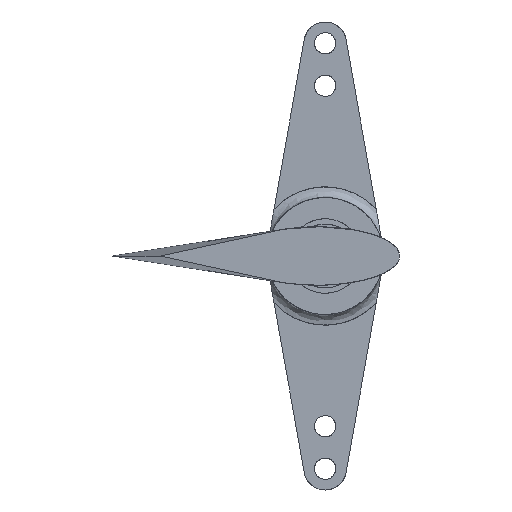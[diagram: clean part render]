
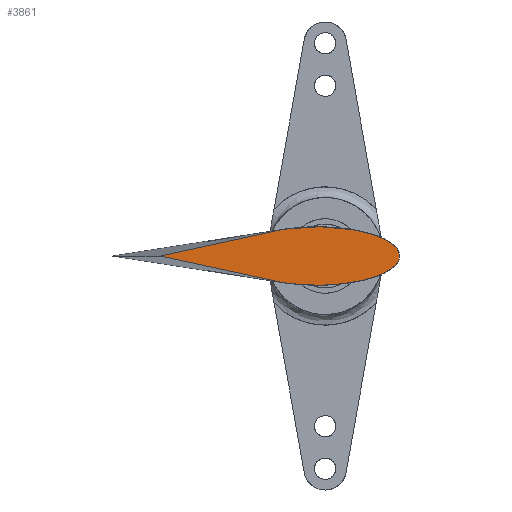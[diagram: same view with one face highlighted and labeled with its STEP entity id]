
A CAD part, front view. The second image highlights one B-rep face of the part: STEP entity #3861.
In plain terms, the highlighted free-form (B-spline) face has degree [1, 1] with [2, 2] control points.
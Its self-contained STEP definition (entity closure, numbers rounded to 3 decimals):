
#3861 = ADVANCED_FACE('',(#3862),#4008,.T.);
#3862 = FACE_BOUND('',#3863,.T.);
#3863 = EDGE_LOOP('',(#3864,#3874,#3882,#3890,#3898,#3906,#3914,#3922,
    #3930,#3938,#3946,#3954,#3962,#3970,#3978,#3986,#3994,#4002));
#3864 = ORIENTED_EDGE('',*,*,#3865,.T.);
#3865 = EDGE_CURVE('',#3866,#3868,#3870,.T.);
#3866 = VERTEX_POINT('',#3867);
#3867 = CARTESIAN_POINT('',(-4.306,-63.762,
    2.791));
#3868 = VERTEX_POINT('',#3869);
#3869 = CARTESIAN_POINT('',(-17.188,-63.762,0.));
#3870 = B_SPLINE_CURVE_WITH_KNOTS('',2,(#3871,#3872,#3873),
  .UNSPECIFIED.,.F.,.F.,(3,3),(0.,1.),.PIECEWISE_BEZIER_KNOTS.);
#3871 = CARTESIAN_POINT('',(-4.306,-63.762,
    2.791));
#3872 = CARTESIAN_POINT('',(-9.303,-63.762,
    2.011));
#3873 = CARTESIAN_POINT('',(-17.188,-63.762,0.));
#3874 = ORIENTED_EDGE('',*,*,#3875,.T.);
#3875 = EDGE_CURVE('',#3868,#3876,#3878,.T.);
#3876 = VERTEX_POINT('',#3877);
#3877 = CARTESIAN_POINT('',(-4.306,-63.762,
    -2.791));
#3878 = B_SPLINE_CURVE_WITH_KNOTS('',2,(#3879,#3880,#3881),
  .UNSPECIFIED.,.F.,.F.,(3,3),(0.,1.),.PIECEWISE_BEZIER_KNOTS.);
#3879 = CARTESIAN_POINT('',(-17.188,-63.762,0.));
#3880 = CARTESIAN_POINT('',(-9.303,-63.762,
    -2.011));
#3881 = CARTESIAN_POINT('',(-4.306,-63.762,
    -2.791));
#3882 = ORIENTED_EDGE('',*,*,#3883,.T.);
#3883 = EDGE_CURVE('',#3876,#3884,#3886,.T.);
#3884 = VERTEX_POINT('',#3885);
#3885 = CARTESIAN_POINT('',(-2.266,-63.762,
    -3.007));
#3886 = B_SPLINE_CURVE_WITH_KNOTS('',2,(#3887,#3888,#3889),
  .UNSPECIFIED.,.F.,.F.,(3,3),(0.,0.125),.PIECEWISE_BEZIER_KNOTS.);
#3887 = CARTESIAN_POINT('',(-4.306,-63.762,
    -2.791));
#3888 = CARTESIAN_POINT('',(-3.324,-63.762,
    -2.944));
#3889 = CARTESIAN_POINT('',(-2.266,-63.762,
    -3.007));
#3890 = ORIENTED_EDGE('',*,*,#3891,.T.);
#3891 = EDGE_CURVE('',#3884,#3892,#3894,.T.);
#3892 = VERTEX_POINT('',#3893);
#3893 = CARTESIAN_POINT('',(-0.138,-63.762,
    -3.039));
#3894 = B_SPLINE_CURVE_WITH_KNOTS('',2,(#3895,#3896,#3897),
  .UNSPECIFIED.,.F.,.F.,(3,3),(0.125,0.25),.PIECEWISE_BEZIER_KNOTS.);
#3895 = CARTESIAN_POINT('',(-2.266,-63.762,
    -3.007));
#3896 = CARTESIAN_POINT('',(-1.208,-63.762,
    -3.07));
#3897 = CARTESIAN_POINT('',(-0.138,-63.762,
    -3.039));
#3898 = ORIENTED_EDGE('',*,*,#3899,.T.);
#3899 = EDGE_CURVE('',#3892,#3900,#3902,.T.);
#3900 = VERTEX_POINT('',#3901);
#3901 = CARTESIAN_POINT('',(1.946,-63.762,
    -2.885));
#3902 = B_SPLINE_CURVE_WITH_KNOTS('',2,(#3903,#3904,#3905),
  .UNSPECIFIED.,.F.,.F.,(3,3),(0.25,0.375),.PIECEWISE_BEZIER_KNOTS.);
#3903 = CARTESIAN_POINT('',(-0.138,-63.762,
    -3.039));
#3904 = CARTESIAN_POINT('',(0.931,-63.762,
    -3.008));
#3905 = CARTESIAN_POINT('',(1.946,-63.762,
    -2.885));
#3906 = ORIENTED_EDGE('',*,*,#3907,.T.);
#3907 = EDGE_CURVE('',#3900,#3908,#3910,.T.);
#3908 = VERTEX_POINT('',#3909);
#3909 = CARTESIAN_POINT('',(3.86,-63.762,
    -2.554));
#3910 = B_SPLINE_CURVE_WITH_KNOTS('',2,(#3911,#3912,#3913),
  .UNSPECIFIED.,.F.,.F.,(3,3),(0.375,0.5),.PIECEWISE_BEZIER_KNOTS.);
#3911 = CARTESIAN_POINT('',(1.946,-63.762,
    -2.885));
#3912 = CARTESIAN_POINT('',(2.961,-63.762,
    -2.762));
#3913 = CARTESIAN_POINT('',(3.86,-63.762,
    -2.554));
#3914 = ORIENTED_EDGE('',*,*,#3915,.T.);
#3915 = EDGE_CURVE('',#3908,#3916,#3918,.T.);
#3916 = VERTEX_POINT('',#3917);
#3917 = CARTESIAN_POINT('',(5.486,-63.762,
    -2.067));
#3918 = B_SPLINE_CURVE_WITH_KNOTS('',2,(#3919,#3920,#3921),
  .UNSPECIFIED.,.F.,.F.,(3,3),(0.5,0.625),.PIECEWISE_BEZIER_KNOTS.);
#3919 = CARTESIAN_POINT('',(3.86,-63.762,
    -2.554));
#3920 = CARTESIAN_POINT('',(4.758,-63.762,
    -2.347));
#3921 = CARTESIAN_POINT('',(5.486,-63.762,
    -2.067));
#3922 = ORIENTED_EDGE('',*,*,#3923,.T.);
#3923 = EDGE_CURVE('',#3916,#3924,#3926,.T.);
#3924 = VERTEX_POINT('',#3925);
#3925 = CARTESIAN_POINT('',(6.724,-63.762,
    -1.452));
#3926 = B_SPLINE_CURVE_WITH_KNOTS('',2,(#3927,#3928,#3929),
  .UNSPECIFIED.,.F.,.F.,(3,3),(0.625,0.75),.PIECEWISE_BEZIER_KNOTS.);
#3927 = CARTESIAN_POINT('',(5.486,-63.762,
    -2.067));
#3928 = CARTESIAN_POINT('',(6.213,-63.762,
    -1.787));
#3929 = CARTESIAN_POINT('',(6.724,-63.762,
    -1.452));
#3930 = ORIENTED_EDGE('',*,*,#3931,.T.);
#3931 = EDGE_CURVE('',#3924,#3932,#3934,.T.);
#3932 = VERTEX_POINT('',#3933);
#3933 = CARTESIAN_POINT('',(7.499,-63.762,
    -0.749));
#3934 = B_SPLINE_CURVE_WITH_KNOTS('',2,(#3935,#3936,#3937),
  .UNSPECIFIED.,.F.,.F.,(3,3),(0.75,0.875),.PIECEWISE_BEZIER_KNOTS.);
#3935 = CARTESIAN_POINT('',(6.724,-63.762,
    -1.452));
#3936 = CARTESIAN_POINT('',(7.235,-63.762,
    -1.118));
#3937 = CARTESIAN_POINT('',(7.499,-63.762,
    -0.749));
#3938 = ORIENTED_EDGE('',*,*,#3939,.T.);
#3939 = EDGE_CURVE('',#3932,#3940,#3942,.T.);
#3940 = VERTEX_POINT('',#3941);
#3941 = CARTESIAN_POINT('',(7.762,-63.762,
    0.));
#3942 = B_SPLINE_CURVE_WITH_KNOTS('',2,(#3943,#3944,#3945),
  .UNSPECIFIED.,.F.,.F.,(3,3),(0.875,1.),.PIECEWISE_BEZIER_KNOTS.);
#3943 = CARTESIAN_POINT('',(7.499,-63.762,
    -0.749));
#3944 = CARTESIAN_POINT('',(7.762,-63.762,
    -0.381));
#3945 = CARTESIAN_POINT('',(7.762,-63.762,
    0.));
#3946 = ORIENTED_EDGE('',*,*,#3947,.T.);
#3947 = EDGE_CURVE('',#3940,#3948,#3950,.T.);
#3948 = VERTEX_POINT('',#3949);
#3949 = CARTESIAN_POINT('',(7.499,-63.762,0.749
    ));
#3950 = B_SPLINE_CURVE_WITH_KNOTS('',2,(#3951,#3952,#3953),
  .UNSPECIFIED.,.F.,.F.,(3,3),(0.,0.125),.PIECEWISE_BEZIER_KNOTS.);
#3951 = CARTESIAN_POINT('',(7.762,-63.762,
    0.));
#3952 = CARTESIAN_POINT('',(7.762,-63.762,
    0.38));
#3953 = CARTESIAN_POINT('',(7.499,-63.762,0.749
    ));
#3954 = ORIENTED_EDGE('',*,*,#3955,.T.);
#3955 = EDGE_CURVE('',#3948,#3956,#3958,.T.);
#3956 = VERTEX_POINT('',#3957);
#3957 = CARTESIAN_POINT('',(6.724,-63.762,
    1.452));
#3958 = B_SPLINE_CURVE_WITH_KNOTS('',2,(#3959,#3960,#3961),
  .UNSPECIFIED.,.F.,.F.,(3,3),(0.125,0.25),.PIECEWISE_BEZIER_KNOTS.);
#3959 = CARTESIAN_POINT('',(7.499,-63.762,0.749
    ));
#3960 = CARTESIAN_POINT('',(7.236,-63.762,
    1.117));
#3961 = CARTESIAN_POINT('',(6.724,-63.762,
    1.452));
#3962 = ORIENTED_EDGE('',*,*,#3963,.T.);
#3963 = EDGE_CURVE('',#3956,#3964,#3966,.T.);
#3964 = VERTEX_POINT('',#3965);
#3965 = CARTESIAN_POINT('',(5.486,-63.762,2.067)
  );
#3966 = B_SPLINE_CURVE_WITH_KNOTS('',2,(#3967,#3968,#3969),
  .UNSPECIFIED.,.F.,.F.,(3,3),(0.25,0.375),.PIECEWISE_BEZIER_KNOTS.);
#3967 = CARTESIAN_POINT('',(6.724,-63.762,
    1.452));
#3968 = CARTESIAN_POINT('',(6.214,-63.762,
    1.787));
#3969 = CARTESIAN_POINT('',(5.486,-63.762,2.067)
  );
#3970 = ORIENTED_EDGE('',*,*,#3971,.T.);
#3971 = EDGE_CURVE('',#3964,#3972,#3974,.T.);
#3972 = VERTEX_POINT('',#3973);
#3973 = CARTESIAN_POINT('',(3.86,-63.762,2.554
    ));
#3974 = B_SPLINE_CURVE_WITH_KNOTS('',2,(#3975,#3976,#3977),
  .UNSPECIFIED.,.F.,.F.,(3,3),(0.375,0.5),.PIECEWISE_BEZIER_KNOTS.);
#3975 = CARTESIAN_POINT('',(5.486,-63.762,2.067)
  );
#3976 = CARTESIAN_POINT('',(4.759,-63.762,
    2.346));
#3977 = CARTESIAN_POINT('',(3.86,-63.762,2.554
    ));
#3978 = ORIENTED_EDGE('',*,*,#3979,.T.);
#3979 = EDGE_CURVE('',#3972,#3980,#3982,.T.);
#3980 = VERTEX_POINT('',#3981);
#3981 = CARTESIAN_POINT('',(1.946,-63.762,
    2.885));
#3982 = B_SPLINE_CURVE_WITH_KNOTS('',2,(#3983,#3984,#3985),
  .UNSPECIFIED.,.F.,.F.,(3,3),(0.5,0.625),.PIECEWISE_BEZIER_KNOTS.);
#3983 = CARTESIAN_POINT('',(3.86,-63.762,2.554
    ));
#3984 = CARTESIAN_POINT('',(2.962,-63.762,
    2.762));
#3985 = CARTESIAN_POINT('',(1.946,-63.762,
    2.885));
#3986 = ORIENTED_EDGE('',*,*,#3987,.T.);
#3987 = EDGE_CURVE('',#3980,#3988,#3990,.T.);
#3988 = VERTEX_POINT('',#3989);
#3989 = CARTESIAN_POINT('',(-0.138,-63.762,
    3.039));
#3990 = B_SPLINE_CURVE_WITH_KNOTS('',2,(#3991,#3992,#3993),
  .UNSPECIFIED.,.F.,.F.,(3,3),(0.625,0.75),.PIECEWISE_BEZIER_KNOTS.);
#3991 = CARTESIAN_POINT('',(1.946,-63.762,
    2.885));
#3992 = CARTESIAN_POINT('',(0.932,-63.762,
    3.008));
#3993 = CARTESIAN_POINT('',(-0.138,-63.762,
    3.039));
#3994 = ORIENTED_EDGE('',*,*,#3995,.T.);
#3995 = EDGE_CURVE('',#3988,#3996,#3998,.T.);
#3996 = VERTEX_POINT('',#3997);
#3997 = CARTESIAN_POINT('',(-2.266,-63.762,
    3.007));
#3998 = B_SPLINE_CURVE_WITH_KNOTS('',2,(#3999,#4000,#4001),
  .UNSPECIFIED.,.F.,.F.,(3,3),(0.75,0.875),.PIECEWISE_BEZIER_KNOTS.);
#3999 = CARTESIAN_POINT('',(-0.138,-63.762,
    3.039));
#4000 = CARTESIAN_POINT('',(-1.207,-63.762,
    3.07));
#4001 = CARTESIAN_POINT('',(-2.266,-63.762,
    3.007));
#4002 = ORIENTED_EDGE('',*,*,#4003,.T.);
#4003 = EDGE_CURVE('',#3996,#3866,#4004,.T.);
#4004 = B_SPLINE_CURVE_WITH_KNOTS('',2,(#4005,#4006,#4007),
  .UNSPECIFIED.,.F.,.F.,(3,3),(0.875,1.),.PIECEWISE_BEZIER_KNOTS.);
#4005 = CARTESIAN_POINT('',(-2.266,-63.762,
    3.007));
#4006 = CARTESIAN_POINT('',(-3.323,-63.762,2.944
    ));
#4007 = CARTESIAN_POINT('',(-4.306,-63.762,
    2.791));
#4008 = B_SPLINE_SURFACE_WITH_KNOTS('',1,1,(
    (#4009,#4010)
    ,(#4011,#4012
    )),.UNSPECIFIED.,.F.,.F.,.F.,(2,2),(2,2),(0.,1.),(0.,1.),
  .PIECEWISE_BEZIER_KNOTS.);
#4009 = CARTESIAN_POINT('',(-17.338,-63.762,
    3.091));
#4010 = CARTESIAN_POINT('',(7.912,-63.762,
    3.091));
#4011 = CARTESIAN_POINT('',(-17.338,-63.762,
    -3.091));
#4012 = CARTESIAN_POINT('',(7.912,-63.762,
    -3.091));
